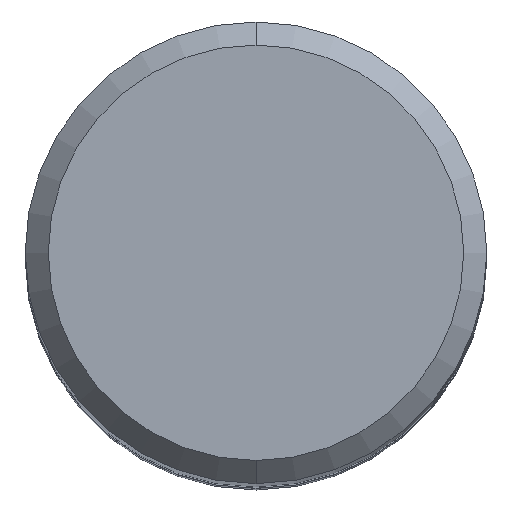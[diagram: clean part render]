
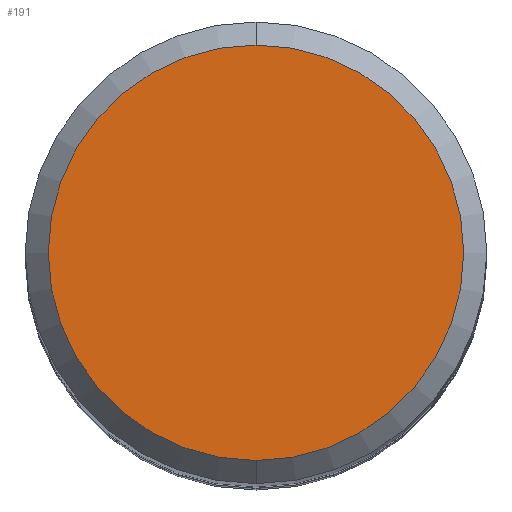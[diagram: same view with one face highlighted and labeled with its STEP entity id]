
A CAD part, top view. The second image highlights one B-rep face of the part: STEP entity #191.
In plain terms, the highlighted planar face has unit normal (0, 0, 1).
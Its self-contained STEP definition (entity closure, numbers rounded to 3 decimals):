
#177=EDGE_CURVE('',#241,#257,#375,.T.);
#191=ADVANCED_FACE('',(#389),#390,.T.);
#213=EDGE_CURVE('',#257,#241,#416,.T.);
#241=VERTEX_POINT('',#448);
#257=VERTEX_POINT('',#465);
#375=CIRCLE('',#591,4.5);
#389=FACE_OUTER_BOUND('',#608,.T.);
#390=PLANE('',#609);
#416=CIRCLE('',#641,4.5);
#448=CARTESIAN_POINT('',(0.0,4.5,0.0));
#465=CARTESIAN_POINT('',(0.,-4.5,0.0));
#591=AXIS2_PLACEMENT_3D('',#841,#842,#843);
#608=EDGE_LOOP('',(#854,#855));
#609=AXIS2_PLACEMENT_3D('',#856,#857,#858);
#641=AXIS2_PLACEMENT_3D('',#899,#900,#901);
#841=CARTESIAN_POINT('',(0.0,0.0,0.0));
#842=DIRECTION('',(0.0,0.0,-1.0));
#843=DIRECTION('',(0.0,1.0,0.0));
#854=ORIENTED_EDGE('',*,*,#177,.F.);
#855=ORIENTED_EDGE('',*,*,#213,.F.);
#856=CARTESIAN_POINT('',(0.0,2.25,0.0));
#857=DIRECTION('',(-0.0,0.0,1.0));
#858=DIRECTION('',(0.0,-1.0,0.0));
#899=CARTESIAN_POINT('',(0.0,0.0,0.0));
#900=DIRECTION('',(0.0,0.0,-1.0));
#901=DIRECTION('',(0.0,1.0,0.0));
